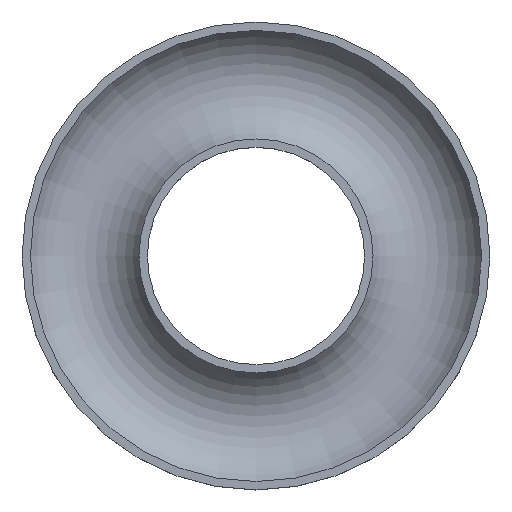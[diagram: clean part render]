
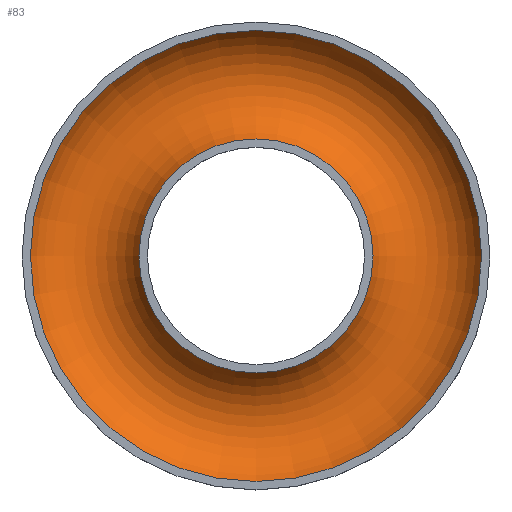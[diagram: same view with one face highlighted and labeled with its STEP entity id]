
A CAD part, top view. The second image highlights one B-rep face of the part: STEP entity #83.
In plain terms, the highlighted toroidal (fillet/blend) face has major radius 8.2 mm and minor radius 3 mm.
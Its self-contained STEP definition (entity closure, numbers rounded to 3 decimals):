
#27=FACE_OUTER_BOUND('',#33,.T.);
#33=EDGE_LOOP('',(#64,#65,#66,#67));
#42=CIRCLE('',#104,10.798);
#43=CIRCLE('',#105,3.);
#44=CIRCLE('',#106,5.602);
#49=VERTEX_POINT('',#148);
#50=VERTEX_POINT('',#150);
#55=EDGE_CURVE('',#49,#49,#42,.T.);
#56=EDGE_CURVE('',#49,#50,#43,.T.);
#57=EDGE_CURVE('',#50,#50,#44,.T.);
#64=ORIENTED_EDGE('',*,*,#55,.T.);
#65=ORIENTED_EDGE('',*,*,#56,.T.);
#66=ORIENTED_EDGE('',*,*,#57,.F.);
#67=ORIENTED_EDGE('',*,*,#56,.F.);
#82=TOROIDAL_SURFACE('',#103,8.2,3.);
#83=ADVANCED_FACE('',(#27),#82,.F.);
#103=AXIS2_PLACEMENT_3D('',#147,#118,#119);
#104=AXIS2_PLACEMENT_3D('',#149,#120,#121);
#105=AXIS2_PLACEMENT_3D('',#151,#122,#123);
#106=AXIS2_PLACEMENT_3D('',#152,#124,#125);
#118=DIRECTION('center_axis',(0.,0.,1.));
#119=DIRECTION('ref_axis',(1.,0.,0.));
#120=DIRECTION('center_axis',(0.,0.,1.));
#121=DIRECTION('ref_axis',(1.,0.,0.));
#122=DIRECTION('center_axis',(0.,-1.,0.));
#123=DIRECTION('ref_axis',(-1.,0.,0.));
#124=DIRECTION('center_axis',(0.,0.,1.));
#125=DIRECTION('ref_axis',(1.,0.,0.));
#147=CARTESIAN_POINT('Origin',(0.,0.,3.5));
#148=CARTESIAN_POINT('',(-10.798,0.,2.));
#149=CARTESIAN_POINT('Origin',(0.,0.,2.));
#150=CARTESIAN_POINT('',(-5.602,0.,2.));
#151=CARTESIAN_POINT('Origin',(-8.2,0.,3.5));
#152=CARTESIAN_POINT('Origin',(0.,0.,2.));
